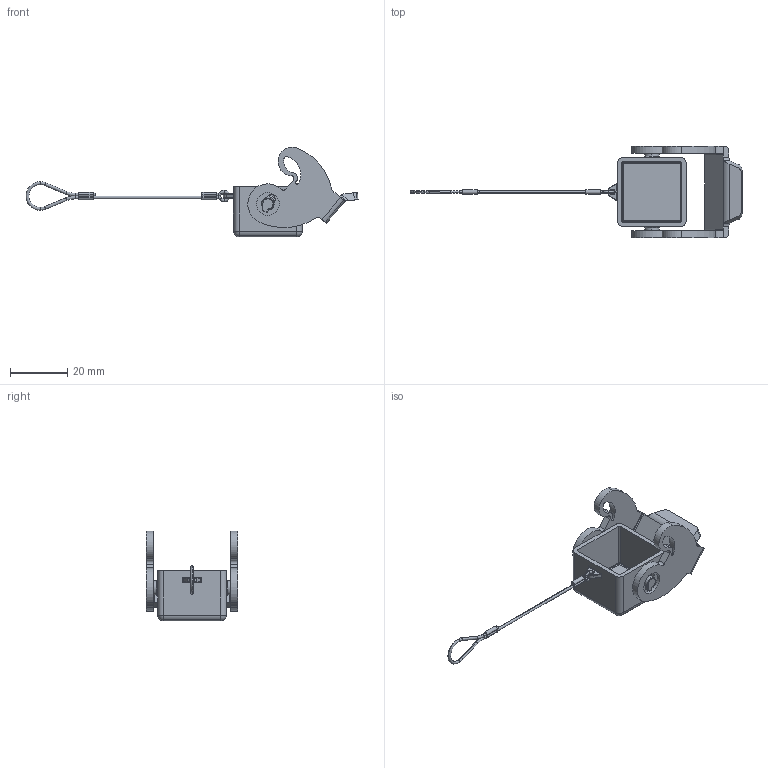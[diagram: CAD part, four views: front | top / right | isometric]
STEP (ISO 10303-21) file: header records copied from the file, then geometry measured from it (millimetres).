
FILE_DESCRIPTION((''),'2;1');
FILE_NAME('CK 03 CXAN.stp','2006-12-07T10:24:48',('gembarski'),(''),'Autodesk Inventor 7','Autodesk Inventor 7','');
FILE_SCHEMA(('AUTOMOTIVE_DESIGN { 1 0 10303 214 1 1 1 1 }'));
Length unit declared in the file: millimetre
Products named in the file (1): CK 03 CXAN
Bounding box: 115.88 x 32 x 31.34 mm (x, y, z)
Volume: 6558.7 mm3; surface area: 8170 mm2
Topology: 2 solids, 2 shells, 343 faces, 893 edges, 546 vertices
Faces by surface type: cylinder 162, plane 84, bspline 51, torus 36, sphere 8, cone 2
Entity records: 11606 total; most frequent: CARTESIAN_POINT 3070, DIRECTION 1887, ORIENTED_EDGE 1754, EDGE_CURVE 877, AXIS2_PLACEMENT_3D 737, VERTEX_POINT 550, VECTOR 413, LINE 413
